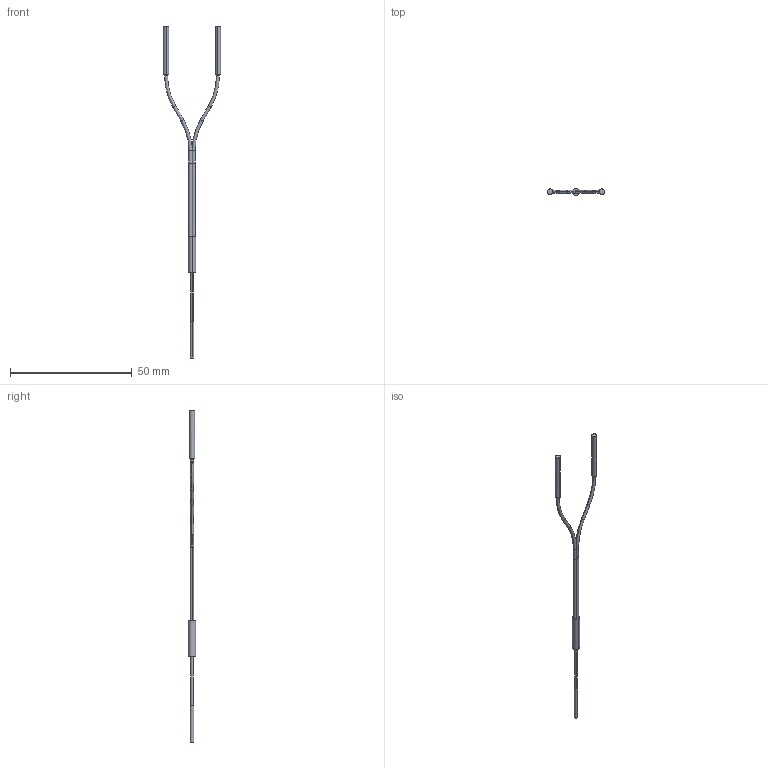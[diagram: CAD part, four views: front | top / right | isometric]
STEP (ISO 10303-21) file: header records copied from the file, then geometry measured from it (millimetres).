
FILE_DESCRIPTION((''),'2;1');
FILE_NAME('CAD2368_SW0001','2016-08-23T',('cmozuch'),(''),'PRO/ENGINEER BY PARAMETRIC TECHNOLOGY CORPORATION, 2015440','PRO/ENGINEER BY PARAMETRIC TECHNOLOGY CORPORATION, 2015440','');
FILE_SCHEMA(('CONFIG_CONTROL_DESIGN'));
Length unit declared in the file: millimetre
Products named in the file (1): CAD2368_SW0001
Bounding box: 23.46 x 3 x 136.22 mm (x, y, z)
Volume: 468.1 mm3; surface area: 1267.3 mm2
Topology: 1 solids, 2 shells, 69 faces, 136 edges, 80 vertices
Faces by surface type: cylinder 42, plane 14, torus 12, cone 1
Entity records: 2393 total; most frequent: DIRECTION 363, CARTESIAN_POINT 340, ORIENTED_EDGE 272, AXIS2_PLACEMENT_3D 160, EDGE_CURVE 136, CIRCLE 90, VERTEX_POINT 80, EDGE_LOOP 78
